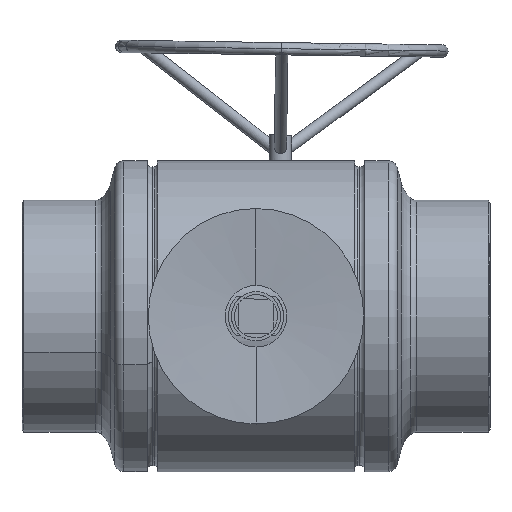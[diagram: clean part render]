
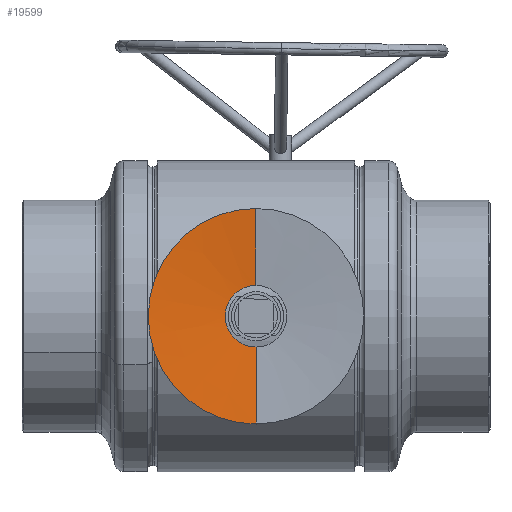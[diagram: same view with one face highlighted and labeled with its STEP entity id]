
A CAD part, front view. The second image highlights one B-rep face of the part: STEP entity #19599.
In plain terms, the highlighted conical face has half-angle 85.426 degrees and reference radius 50 mm.
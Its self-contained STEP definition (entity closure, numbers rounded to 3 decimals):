
#532 = EDGE_CURVE ( 'NONE', #14453, #7041, #15730, .T. ) ;
#660 = LINE ( 'NONE', #2770, #17857 ) ;
#2770 = CARTESIAN_POINT ( 'NONE',  ( 0., 10., -50. ) ) ;
#2805 = CARTESIAN_POINT ( 'NONE',  ( 0., 0., 0. ) ) ;
#3166 = ORIENTED_EDGE ( 'NONE', *, *, #13320, .T. ) ;
#4235 = ORIENTED_EDGE ( 'NONE', *, *, #532, .F. ) ;
#5791 = VERTEX_POINT ( 'NONE', #6157 ) ;
#6157 = CARTESIAN_POINT ( 'NONE',  ( 0., 0., 175. ) ) ;
#7041 = VERTEX_POINT ( 'NONE', #18944 ) ;
#7478 = CARTESIAN_POINT ( 'NONE',  ( 0., 0., -175. ) ) ;
#7887 = CARTESIAN_POINT ( 'NONE',  ( 0., 10., 50. ) ) ;
#8009 = ORIENTED_EDGE ( 'NONE', *, *, #11464, .T. ) ;
#8048 = DIRECTION ( 'NONE',  ( 0., 0., -1. ) ) ;
#9385 = DIRECTION ( 'NONE',  ( 0., -1., 0. ) ) ;
#9787 = AXIS2_PLACEMENT_3D ( 'NONE', #2805, #9385, #14363 ) ;
#10034 = LINE ( 'NONE', #7887, #19894 ) ;
#10827 = DIRECTION ( 'NONE',  ( 0., 0., -1. ) ) ;
#10871 = DIRECTION ( 'NONE',  ( 0., -0.08, -0.997 ) ) ;
#10901 = AXIS2_PLACEMENT_3D ( 'NONE', #11532, #19820, #8048 ) ;
#11134 = ORIENTED_EDGE ( 'NONE', *, *, #20933, .F. ) ;
#11329 = FACE_OUTER_BOUND ( 'NONE', #12046, .T. ) ;
#11464 = EDGE_CURVE ( 'NONE', #5791, #15280, #15317, .T. ) ;
#11532 = CARTESIAN_POINT ( 'NONE',  ( 0., 10., 0. ) ) ;
#12046 = EDGE_LOOP ( 'NONE', ( #4235, #3166, #8009, #11134 ) ) ;
#13320 = EDGE_CURVE ( 'NONE', #14453, #5791, #10034, .T. ) ;
#14363 = DIRECTION ( 'NONE',  ( 0., 0., -1. ) ) ;
#14453 = VERTEX_POINT ( 'NONE', #19871 ) ;
#15280 = VERTEX_POINT ( 'NONE', #7478 ) ;
#15317 = CIRCLE ( 'NONE', #9787, 175. ) ;
#15690 = CARTESIAN_POINT ( 'NONE',  ( 0., 10., 0. ) ) ;
#15730 = CIRCLE ( 'NONE', #21216, 50. ) ;
#17834 = DIRECTION ( 'NONE',  ( 0., -0.08, 0.997 ) ) ;
#17857 = VECTOR ( 'NONE', #10871, 1000. ) ;
#18944 = CARTESIAN_POINT ( 'NONE',  ( 0., 10., -50. ) ) ;
#19599 = ADVANCED_FACE ( 'NONE', ( #11329 ), #20198, .F. ) ;
#19820 = DIRECTION ( 'NONE',  ( 0., -1., 0. ) ) ;
#19871 = CARTESIAN_POINT ( 'NONE',  ( 0., 10., 50. ) ) ;
#19894 = VECTOR ( 'NONE', #17834, 1000. ) ;
#20198 = CONICAL_SURFACE ( 'NONE', #10901, 50., 1.491 ) ;
#20846 = DIRECTION ( 'NONE',  ( 0., -1., 0. ) ) ;
#20933 = EDGE_CURVE ( 'NONE', #7041, #15280, #660, .T. ) ;
#21216 = AXIS2_PLACEMENT_3D ( 'NONE', #15690, #20846, #10827 ) ;
